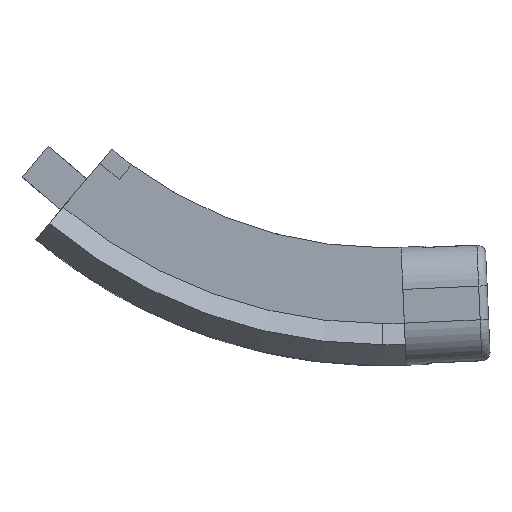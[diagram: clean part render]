
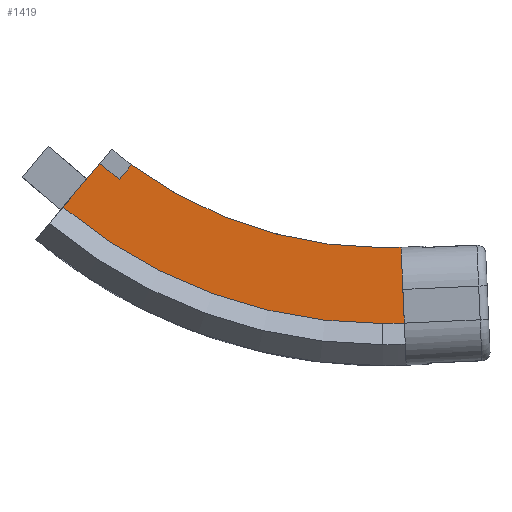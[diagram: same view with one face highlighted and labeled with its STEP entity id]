
A CAD part, front view. The second image highlights one B-rep face of the part: STEP entity #1419.
In plain terms, the highlighted planar face has unit normal (0, -1, 0).
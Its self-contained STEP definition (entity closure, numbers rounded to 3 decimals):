
#57 = EDGE_LOOP ( 'NONE', ( #145, #1281, #863, #2429, #3801, #696, #329, #63 ) ) ;
#63 = ORIENTED_EDGE ( 'NONE', *, *, #2230, .T. ) ;
#95 = DIRECTION ( 'NONE',  ( 0., -1., 0. ) ) ;
#110 = VECTOR ( 'NONE', #4239, 1000. ) ;
#116 = AXIS2_PLACEMENT_3D ( 'NONE', #1427, #2448, #3498 ) ;
#145 = ORIENTED_EDGE ( 'NONE', *, *, #3389, .T. ) ;
#272 = AXIS2_PLACEMENT_3D ( 'NONE', #3171, #95, #1456 ) ;
#286 = VERTEX_POINT ( 'NONE', #2750 ) ;
#329 = ORIENTED_EDGE ( 'NONE', *, *, #1367, .T. ) ;
#333 = VECTOR ( 'NONE', #3085, 1000. ) ;
#437 = FACE_OUTER_BOUND ( 'NONE', #57, .T. ) ;
#490 = CARTESIAN_POINT ( 'NONE',  ( -32.139, -5., -38.302 ) ) ;
#505 = DIRECTION ( 'NONE',  ( 0., 0., -1. ) ) ;
#607 = EDGE_CURVE ( 'NONE', #1211, #2715, #3074, .T. ) ;
#608 = DIRECTION ( 'NONE',  ( 0., 0., -1. ) ) ;
#696 = ORIENTED_EDGE ( 'NONE', *, *, #4012, .F. ) ;
#863 = ORIENTED_EDGE ( 'NONE', *, *, #2728, .T. ) ;
#929 = VERTEX_POINT ( 'NONE', #1354 ) ;
#1057 = CARTESIAN_POINT ( 'NONE',  ( 0., -5., 0. ) ) ;
#1211 = VERTEX_POINT ( 'NONE', #2660 ) ;
#1281 = ORIENTED_EDGE ( 'NONE', *, *, #2112, .T. ) ;
#1306 = CARTESIAN_POINT ( 'NONE',  ( -31.255, -5., -41.916 ) ) ;
#1354 = CARTESIAN_POINT ( 'NONE',  ( -33.554, -5., -39.988 ) ) ;
#1362 = DIRECTION ( 'NONE',  ( 0., -1., 0. ) ) ;
#1367 = EDGE_CURVE ( 'NONE', #2376, #929, #2096, .T. ) ;
#1419 = ADVANCED_FACE ( 'NONE', ( #437 ), #1802, .T. ) ;
#1427 = CARTESIAN_POINT ( 'NONE',  ( 0., -5., 0. ) ) ;
#1456 = DIRECTION ( 'NONE',  ( 0., 0., -1. ) ) ;
#1491 = LINE ( 'NONE', #490, #2909 ) ;
#1568 = CIRCLE ( 'NONE', #4296, 59. ) ;
#1723 = VERTEX_POINT ( 'NONE', #4195 ) ;
#1742 = VERTEX_POINT ( 'NONE', #2472 ) ;
#1754 = CARTESIAN_POINT ( 'NONE',  ( -31.255, -5., -41.916 ) ) ;
#1779 = AXIS2_PLACEMENT_3D ( 'NONE', #1057, #1362, #4194 ) ;
#1802 = PLANE ( 'NONE',  #272 ) ;
#1887 = CARTESIAN_POINT ( 'NONE',  ( 0., -5., 0. ) ) ;
#2089 = VERTEX_POINT ( 'NONE', #2821 ) ;
#2096 = LINE ( 'NONE', #1754, #3643 ) ;
#2112 = EDGE_CURVE ( 'NONE', #1723, #1742, #2829, .T. ) ;
#2230 = EDGE_CURVE ( 'NONE', #929, #2089, #1491, .T. ) ;
#2277 = DIRECTION ( 'NONE',  ( 0., -1., 0. ) ) ;
#2376 = VERTEX_POINT ( 'NONE', #1306 ) ;
#2429 = ORIENTED_EDGE ( 'NONE', *, *, #3840, .F. ) ;
#2448 = DIRECTION ( 'NONE',  ( 0., -1., 0. ) ) ;
#2460 = DIRECTION ( 'NONE',  ( -0.766, 0., 0.643 ) ) ;
#2472 = CARTESIAN_POINT ( 'NONE',  ( 2.574, -5., -58.944 ) ) ;
#2541 = CARTESIAN_POINT ( 'NONE',  ( 0., -5., 0. ) ) ;
#2660 = CARTESIAN_POINT ( 'NONE',  ( -29.783, -5., -40.162 ) ) ;
#2715 = VERTEX_POINT ( 'NONE', #2730 ) ;
#2728 = EDGE_CURVE ( 'NONE', #1742, #286, #3352, .T. ) ;
#2730 = CARTESIAN_POINT ( 'NONE',  ( 0., -5., -50. ) ) ;
#2750 = CARTESIAN_POINT ( 'NONE',  ( 2.181, -5., -49.952 ) ) ;
#2787 = LINE ( 'NONE', #3857, #110 ) ;
#2821 = CARTESIAN_POINT ( 'NONE',  ( -37.924, -5., -45.197 ) ) ;
#2829 = CIRCLE ( 'NONE', #116, 59. ) ;
#2909 = VECTOR ( 'NONE', #3207, 1000. ) ;
#3074 = CIRCLE ( 'NONE', #1779, 50. ) ;
#3085 = DIRECTION ( 'NONE',  ( -0.044, 0., 0.999 ) ) ;
#3171 = CARTESIAN_POINT ( 'NONE',  ( -32.139, -5., -38.302 ) ) ;
#3207 = DIRECTION ( 'NONE',  ( -0.643, 0., -0.766 ) ) ;
#3339 = CIRCLE ( 'NONE', #3480, 50. ) ;
#3352 = LINE ( 'NONE', #3684, #333 ) ;
#3389 = EDGE_CURVE ( 'NONE', #2089, #1723, #1568, .T. ) ;
#3480 = AXIS2_PLACEMENT_3D ( 'NONE', #1887, #2277, #608 ) ;
#3498 = DIRECTION ( 'NONE',  ( 0., 0., -1. ) ) ;
#3643 = VECTOR ( 'NONE', #2460, 1000. ) ;
#3684 = CARTESIAN_POINT ( 'NONE',  ( 1.608, -5., -36.829 ) ) ;
#3801 = ORIENTED_EDGE ( 'NONE', *, *, #607, .F. ) ;
#3840 = EDGE_CURVE ( 'NONE', #2715, #286, #3339, .T. ) ;
#3857 = CARTESIAN_POINT ( 'NONE',  ( 2.455, -5., -1.742 ) ) ;
#3913 = DIRECTION ( 'NONE',  ( 0., -1., 0. ) ) ;
#4012 = EDGE_CURVE ( 'NONE', #2376, #1211, #2787, .T. ) ;
#4194 = DIRECTION ( 'NONE',  ( 0., 0., -1. ) ) ;
#4195 = CARTESIAN_POINT ( 'NONE',  ( 0., -5., -59. ) ) ;
#4239 = DIRECTION ( 'NONE',  ( 0.643, 0., 0.766 ) ) ;
#4296 = AXIS2_PLACEMENT_3D ( 'NONE', #2541, #3913, #505 ) ;
